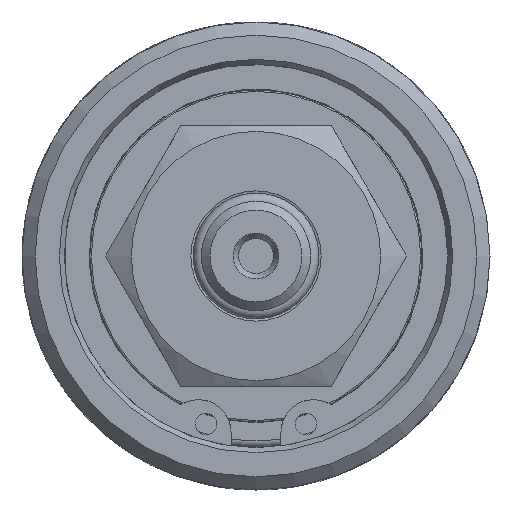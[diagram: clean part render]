
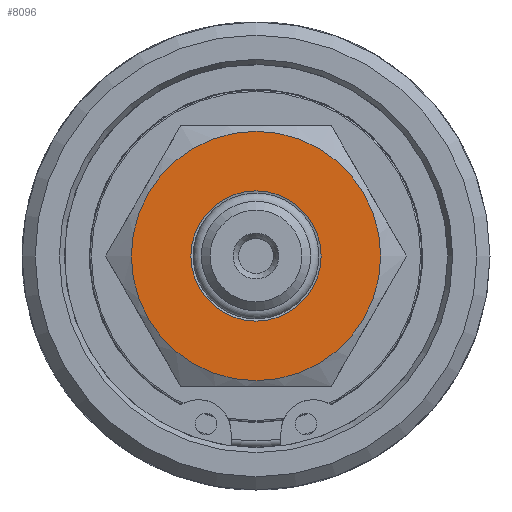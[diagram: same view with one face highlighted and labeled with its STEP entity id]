
A CAD part, left-side view. The second image highlights one B-rep face of the part: STEP entity #8096.
In plain terms, the highlighted planar face has unit normal (-1, 0, 0).
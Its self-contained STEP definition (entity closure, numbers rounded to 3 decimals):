
#1316=FACE_BOUND('',#2918,.T.);
#1700=CIRCLE('',#8950,11.4);
#1701=CIRCLE('',#8951,11.4);
#1702=CIRCLE('',#8952,5.957);
#1703=CIRCLE('',#8953,5.957);
#1989=PLANE('',#8949);
#2417=FACE_OUTER_BOUND('',#2917,.T.);
#2917=EDGE_LOOP('',(#7432,#7433));
#2918=EDGE_LOOP('',(#7434,#7435));
#3933=VERTEX_POINT('',#17434);
#3934=VERTEX_POINT('',#17435);
#3935=VERTEX_POINT('',#17438);
#3936=VERTEX_POINT('',#17439);
#5113=EDGE_CURVE('',#3933,#3934,#1700,.T.);
#5114=EDGE_CURVE('',#3934,#3933,#1701,.T.);
#5115=EDGE_CURVE('',#3935,#3936,#1702,.T.);
#5116=EDGE_CURVE('',#3936,#3935,#1703,.T.);
#7432=ORIENTED_EDGE('',*,*,#5113,.T.);
#7433=ORIENTED_EDGE('',*,*,#5114,.T.);
#7434=ORIENTED_EDGE('',*,*,#5115,.T.);
#7435=ORIENTED_EDGE('',*,*,#5116,.T.);
#8096=ADVANCED_FACE('',(#2417,#1316),#1989,.F.);
#8949=AXIS2_PLACEMENT_3D('',#17433,#11053,#11054);
#8950=AXIS2_PLACEMENT_3D('',#17436,#11055,#11056);
#8951=AXIS2_PLACEMENT_3D('',#17437,#11057,#11058);
#8952=AXIS2_PLACEMENT_3D('',#17440,#11059,#11060);
#8953=AXIS2_PLACEMENT_3D('',#17441,#11061,#11062);
#11053=DIRECTION('center_axis',(1.,0.,0.));
#11054=DIRECTION('ref_axis',(0.,0.,-1.));
#11055=DIRECTION('center_axis',(-1.,0.,0.));
#11056=DIRECTION('ref_axis',(0.,-1.,0.));
#11057=DIRECTION('center_axis',(-1.,0.,0.));
#11058=DIRECTION('ref_axis',(0.,-1.,0.));
#11059=DIRECTION('center_axis',(1.,0.,0.));
#11060=DIRECTION('ref_axis',(0.,0.,1.));
#11061=DIRECTION('center_axis',(1.,0.,0.));
#11062=DIRECTION('ref_axis',(0.,0.,1.));
#17433=CARTESIAN_POINT('Origin',(14.5,-9.632,0.));
#17434=CARTESIAN_POINT('',(14.5,-11.4,0.));
#17435=CARTESIAN_POINT('',(14.5,11.4,0.));
#17436=CARTESIAN_POINT('Origin',(14.5,0.,0.));
#17437=CARTESIAN_POINT('Origin',(14.5,0.,0.));
#17438=CARTESIAN_POINT('',(14.5,0.,5.957));
#17439=CARTESIAN_POINT('',(14.5,0.,-5.957));
#17440=CARTESIAN_POINT('Origin',(14.5,0.,0.));
#17441=CARTESIAN_POINT('Origin',(14.5,0.,0.));
